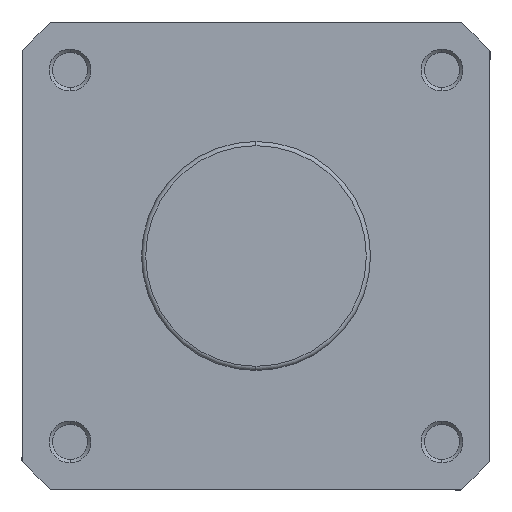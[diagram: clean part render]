
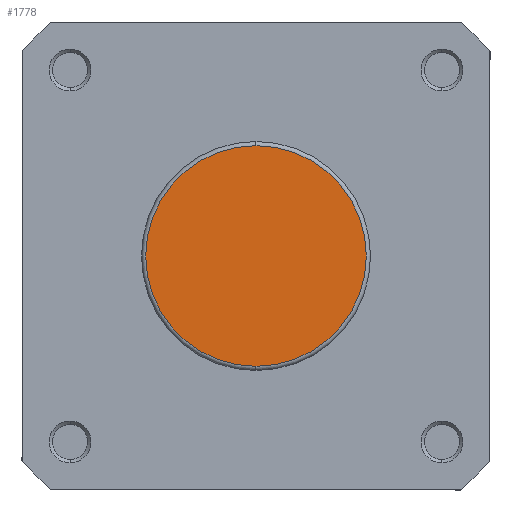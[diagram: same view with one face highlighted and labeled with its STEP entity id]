
A CAD part, left-side view. The second image highlights one B-rep face of the part: STEP entity #1778.
In plain terms, the highlighted planar face has unit normal (-1, 0, 0).
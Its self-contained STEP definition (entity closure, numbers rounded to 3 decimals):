
#63 = CARTESIAN_POINT ( 'NONE',  ( 0., 0., -26.4 ) ) ;
#73 = CARTESIAN_POINT ( 'NONE',  ( 0., 0., 26.4 ) ) ;
#652 = CARTESIAN_POINT ( 'NONE',  ( 0., 0., 0. ) ) ;
#654 = DIRECTION ( 'NONE',  ( -1., 0., 0. ) ) ;
#655 = DIRECTION ( 'NONE',  ( 0., 0., -1. ) ) ;
#834 = CARTESIAN_POINT ( 'NONE',  ( 0., 0., 0. ) ) ;
#837 = DIRECTION ( 'NONE',  ( -1., 0., 0. ) ) ;
#838 = DIRECTION ( 'NONE',  ( 0., 0., -1. ) ) ;
#1320 = CIRCLE ( 'NONE', #2338, 26.4 ) ;
#1458 = CIRCLE ( 'NONE', #2358, 26.4 ) ;
#1778 = ADVANCED_FACE ( 'NONE', ( #4587 ), #2708, .F. ) ;
#2168 = AXIS2_PLACEMENT_3D ( 'NONE', #2707, #2466, #2698 ) ;
#2338 = AXIS2_PLACEMENT_3D ( 'NONE', #652, #654, #655 ) ;
#2358 = AXIS2_PLACEMENT_3D ( 'NONE', #834, #837, #838 ) ;
#2450 = VERTEX_POINT ( 'NONE', #63 ) ;
#2466 = DIRECTION ( 'NONE',  ( 1., 0., 0. ) ) ;
#2594 = VERTEX_POINT ( 'NONE', #73 ) ;
#2698 = DIRECTION ( 'NONE',  ( 0., 0., -1. ) ) ;
#2707 = CARTESIAN_POINT ( 'NONE',  ( 0., 27.4, 0. ) ) ;
#2708 = PLANE ( 'NONE',  #2168 ) ;
#3474 = EDGE_CURVE ( 'NONE', #2450, #2594, #1320, .T. ) ;
#3554 = EDGE_CURVE ( 'NONE', #2594, #2450, #1458, .T. ) ;
#3612 = EDGE_LOOP ( 'NONE', ( #5462, #5463 ) ) ;
#4587 = FACE_OUTER_BOUND ( 'NONE', #3612, .T. ) ;
#5462 = ORIENTED_EDGE ( 'NONE', *, *, #3474, .T. ) ;
#5463 = ORIENTED_EDGE ( 'NONE', *, *, #3554, .T. ) ;
